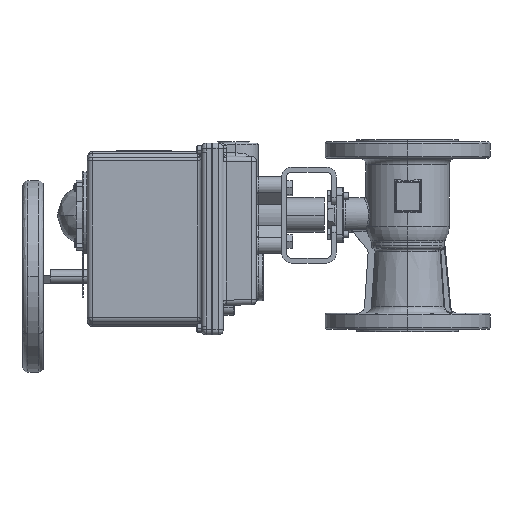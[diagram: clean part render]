
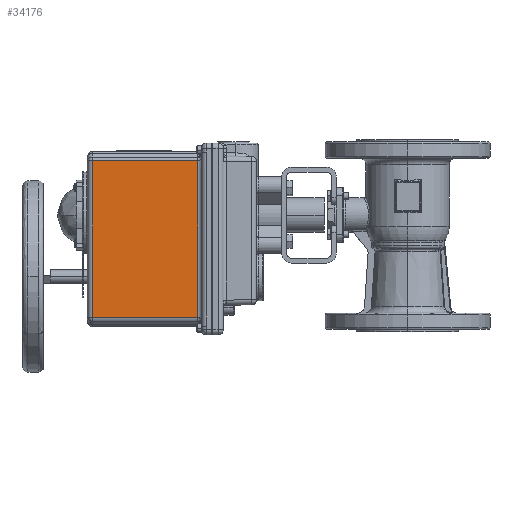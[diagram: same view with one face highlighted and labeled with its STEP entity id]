
A CAD part, left-side view. The second image highlights one B-rep face of the part: STEP entity #34176.
In plain terms, the highlighted planar face has unit normal (-1, 0, 0).
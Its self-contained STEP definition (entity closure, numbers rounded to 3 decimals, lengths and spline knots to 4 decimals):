
#715 = FACE_OUTER_BOUND ( 'NONE', #11255, .T. ) ;
#1377 = DIRECTION ( 'NONE',  ( 0., 0., 1. ) ) ;
#4858 = DIRECTION ( 'NONE',  ( 0., 1., 0. ) ) ;
#6854 = VECTOR ( 'NONE', #4858, 39.3701 ) ;
#7626 = CARTESIAN_POINT ( 'NONE',  ( -2.065, 11.6895, 1.9873 ) ) ;
#8394 = VECTOR ( 'NONE', #1377, 39.3701 ) ;
#8515 = ORIENTED_EDGE ( 'NONE', *, *, #40421, .T. ) ;
#10258 = ORIENTED_EDGE ( 'NONE', *, *, #31645, .F. ) ;
#10542 = LINE ( 'NONE', #35188, #8394 ) ;
#10776 = ORIENTED_EDGE ( 'NONE', *, *, #15410, .F. ) ;
#11121 = PLANE ( 'NONE',  #25332 ) ;
#11255 = EDGE_LOOP ( 'NONE', ( #35168, #10258, #10776, #8515 ) ) ;
#11671 = CARTESIAN_POINT ( 'NONE',  ( -2.065, 11.6895, -3.7373 ) ) ;
#13673 = VECTOR ( 'NONE', #41414, 39.3701 ) ;
#13974 = CARTESIAN_POINT ( 'NONE',  ( -2.065, 11.502, -3.7373 ) ) ;
#14309 = VECTOR ( 'NONE', #28188, 39.3701 ) ;
#15410 = EDGE_CURVE ( 'NONE', #36918, #38231, #33876, .T. ) ;
#15794 = CARTESIAN_POINT ( 'NONE',  ( -2.065, 7.6595, 1.9873 ) ) ;
#16289 = CARTESIAN_POINT ( 'NONE',  ( -2.065, 11.502, 1.9873 ) ) ;
#17827 = VERTEX_POINT ( 'NONE', #15794 ) ;
#17957 = DIRECTION ( 'NONE',  ( 0., 0., -1. ) ) ;
#22706 = LINE ( 'NONE', #7626, #13673 ) ;
#24212 = CARTESIAN_POINT ( 'NONE',  ( -2.065, 7.6595, -3.7373 ) ) ;
#25332 = AXIS2_PLACEMENT_3D ( 'NONE', #34722, #38111, #17957 ) ;
#28188 = DIRECTION ( 'NONE',  ( 0., 0., 1. ) ) ;
#28798 = VERTEX_POINT ( 'NONE', #16289 ) ;
#31568 = CARTESIAN_POINT ( 'NONE',  ( -2.065, 7.6595, 2.315 ) ) ;
#31645 = EDGE_CURVE ( 'NONE', #38231, #28798, #10542, .T. ) ;
#32881 = EDGE_CURVE ( 'NONE', #28798, #17827, #22706, .T. ) ;
#33876 = LINE ( 'NONE', #11671, #6854 ) ;
#34176 = ADVANCED_FACE ( 'NONE', ( #715 ), #11121, .F. ) ;
#34722 = CARTESIAN_POINT ( 'NONE',  ( -2.065, 11.6895, 2.315 ) ) ;
#35168 = ORIENTED_EDGE ( 'NONE', *, *, #32881, .F. ) ;
#35188 = CARTESIAN_POINT ( 'NONE',  ( -2.065, 11.502, 2.315 ) ) ;
#36918 = VERTEX_POINT ( 'NONE', #24212 ) ;
#38111 = DIRECTION ( 'NONE',  ( 1., 0., 0. ) ) ;
#38231 = VERTEX_POINT ( 'NONE', #13974 ) ;
#40421 = EDGE_CURVE ( 'NONE', #36918, #17827, #41136, .T. ) ;
#41136 = LINE ( 'NONE', #31568, #14309 ) ;
#41414 = DIRECTION ( 'NONE',  ( 0., -1., 0. ) ) ;
